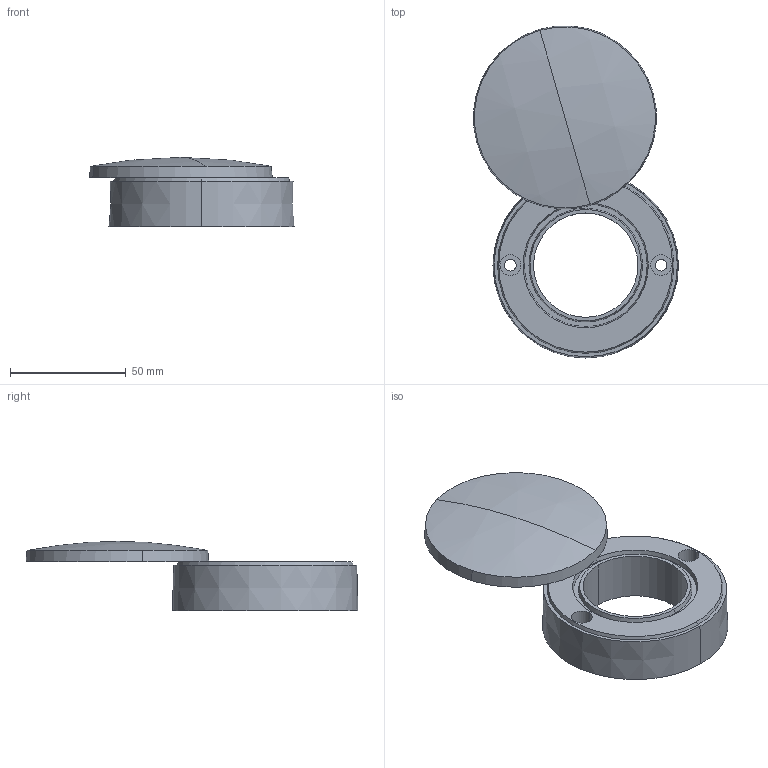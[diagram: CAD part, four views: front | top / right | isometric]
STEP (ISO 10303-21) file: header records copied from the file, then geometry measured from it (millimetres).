
FILE_DESCRIPTION (( 'STEP AP203' ), '1' );
FILE_NAME ('sone3D.STEP', '2015-04-10T01:20:42', ( '' ), ( '' ), 'SwSTEP 2.0', 'SolidWorks 2012', '' );
FILE_SCHEMA (( 'CONFIG_CONTROL_DESIGN' ));
Length unit declared in the file: millimetre
Products named in the file (3): C-135-10僉儍僢僾B_; C-135-10僉儍僢僾A_; sone3D
Assembly tree (2 placements, depth 2):
  sone3D
    C-135-10僉儍僢僾B_
    C-135-10僉儍僢僾A_
Bounding box: 88.38 x 143.14 x 29.85 mm (x, y, z)
Volume: 90362.4 mm3; surface area: 28523.2 mm2
Topology: 2 solids, 2 shells, 44 faces, 94 edges, 63 vertices
Faces by surface type: cylinder 18, cone 12, plane 12, sphere 2
Entity records: 1551 total; most frequent: DIRECTION 256, CARTESIAN_POINT 206, ORIENTED_EDGE 188, AXIS2_PLACEMENT_3D 113, EDGE_CURVE 94, CIRCLE 64, VERTEX_POINT 63, EDGE_LOOP 61
